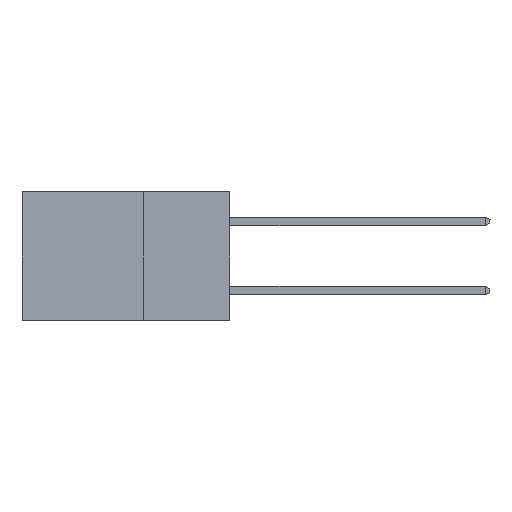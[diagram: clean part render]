
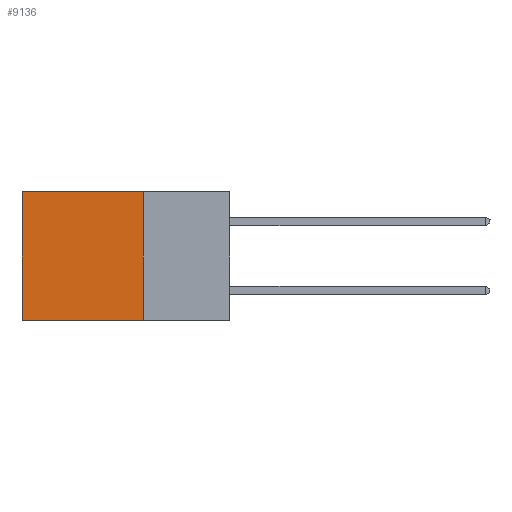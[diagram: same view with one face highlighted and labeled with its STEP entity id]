
A CAD part, left-side view. The second image highlights one B-rep face of the part: STEP entity #9136.
In plain terms, the highlighted planar face has unit normal (-1, 0, 0).
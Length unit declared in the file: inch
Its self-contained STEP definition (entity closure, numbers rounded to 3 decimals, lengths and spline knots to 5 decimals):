
#237 = CARTESIAN_POINT ( 'NONE',  ( 0.2615, 0.25, 0. ) ) ;
#1599 = CARTESIAN_POINT ( 'NONE',  ( 0.2615, 0.25, -0.37 ) ) ;
#1956 = CARTESIAN_POINT ( 'NONE',  ( 0.2615, 0.6, -0.37 ) ) ;
#2515 = ORIENTED_EDGE ( 'NONE', *, *, #10582, .T. ) ;
#2693 = ORIENTED_EDGE ( 'NONE', *, *, #4328, .F. ) ;
#3406 = VERTEX_POINT ( 'NONE', #6139 ) ;
#3720 = DIRECTION ( 'NONE',  ( 0., 0., -1. ) ) ;
#4328 = EDGE_CURVE ( 'NONE', #16829, #3406, #17121, .T. ) ;
#4367 = LINE ( 'NONE', #1599, #13366 ) ;
#5364 = EDGE_CURVE ( 'NONE', #10756, #3406, #7405, .T. ) ;
#5505 = VERTEX_POINT ( 'NONE', #237 ) ;
#6139 = CARTESIAN_POINT ( 'NONE',  ( 0.2615, 0.6, -0.37 ) ) ;
#6464 = CARTESIAN_POINT ( 'NONE',  ( 0.2615, 0.25, 0. ) ) ;
#6592 = FACE_OUTER_BOUND ( 'NONE', #12034, .T. ) ;
#6701 = AXIS2_PLACEMENT_3D ( 'NONE', #10920, #16731, #3720 ) ;
#7405 = LINE ( 'NONE', #1956, #11232 ) ;
#7416 = DIRECTION ( 'NONE',  ( 0., 0., -1. ) ) ;
#8195 = CARTESIAN_POINT ( 'NONE',  ( 0.2615, 0.25, -0.37 ) ) ;
#8201 = CARTESIAN_POINT ( 'NONE',  ( 0.2615, 0.25, -0.37 ) ) ;
#8254 = LINE ( 'NONE', #6464, #16822 ) ;
#9136 = ADVANCED_FACE ( 'NONE', ( #6592 ), #18179, .F. ) ;
#10313 = DIRECTION ( 'NONE',  ( 0., 0., -1. ) ) ;
#10582 = EDGE_CURVE ( 'NONE', #5505, #10756, #8254, .T. ) ;
#10756 = VERTEX_POINT ( 'NONE', #18521 ) ;
#10920 = CARTESIAN_POINT ( 'NONE',  ( 0.2615, 0.25, -0.37 ) ) ;
#11232 = VECTOR ( 'NONE', #10313, 39.37008 ) ;
#12034 = EDGE_LOOP ( 'NONE', ( #18045, #2693, #17625, #2515 ) ) ;
#12448 = DIRECTION ( 'NONE',  ( 0., 1., 0. ) ) ;
#13366 = VECTOR ( 'NONE', #7416, 39.37008 ) ;
#14828 = VECTOR ( 'NONE', #12448, 39.37008 ) ;
#16731 = DIRECTION ( 'NONE',  ( 1., 0., 0. ) ) ;
#16822 = VECTOR ( 'NONE', #18048, 39.37008 ) ;
#16829 = VERTEX_POINT ( 'NONE', #8201 ) ;
#17121 = LINE ( 'NONE', #8195, #14828 ) ;
#17625 = ORIENTED_EDGE ( 'NONE', *, *, #18060, .F. ) ;
#18045 = ORIENTED_EDGE ( 'NONE', *, *, #5364, .T. ) ;
#18048 = DIRECTION ( 'NONE',  ( 0., 1., 0. ) ) ;
#18060 = EDGE_CURVE ( 'NONE', #5505, #16829, #4367, .T. ) ;
#18179 = PLANE ( 'NONE',  #6701 ) ;
#18521 = CARTESIAN_POINT ( 'NONE',  ( 0.2615, 0.6, 0. ) ) ;
